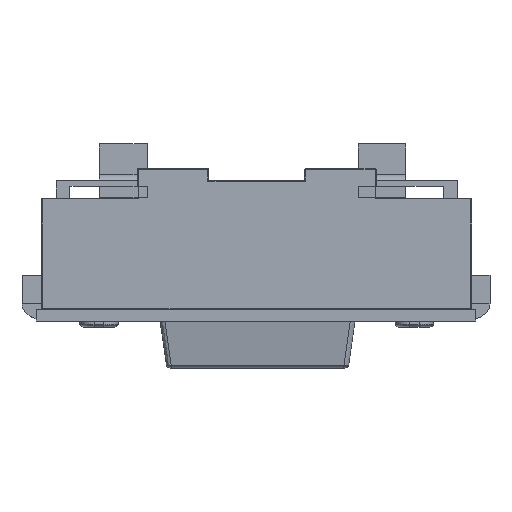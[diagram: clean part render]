
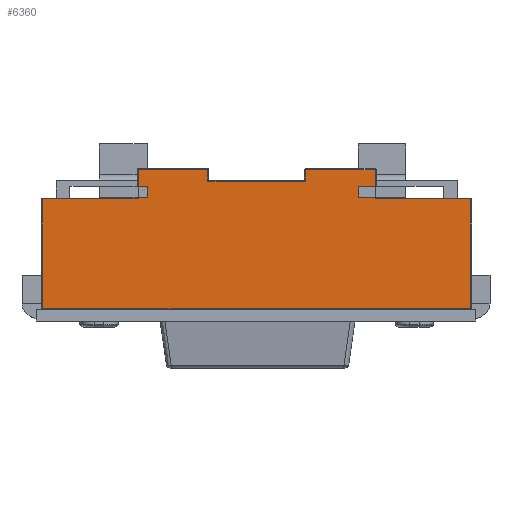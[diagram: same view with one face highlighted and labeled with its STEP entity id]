
A CAD part, top view. The second image highlights one B-rep face of the part: STEP entity #6360.
In plain terms, the highlighted planar face has unit normal (0, 0, 1).
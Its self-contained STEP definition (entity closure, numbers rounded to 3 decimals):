
#197=PLANE('',#6832);
#548=LINE('',#9805,#1182);
#549=LINE('',#9807,#1183);
#550=LINE('',#9809,#1184);
#551=LINE('',#9811,#1185);
#552=LINE('',#9813,#1186);
#553=LINE('',#9815,#1187);
#554=LINE('',#9817,#1188);
#555=LINE('',#9819,#1189);
#556=LINE('',#9821,#1190);
#557=LINE('',#9823,#1191);
#558=LINE('',#9825,#1192);
#559=LINE('',#9826,#1193);
#1182=VECTOR('',#7474,950.);
#1183=VECTOR('',#7475,1551.);
#1184=VECTOR('',#7476,950.);
#1185=VECTOR('',#7477,1551.);
#1186=VECTOR('',#7478,950.);
#1187=VECTOR('',#7479,1551.);
#1188=VECTOR('',#7480,950.);
#1189=VECTOR('',#7481,1551.);
#1190=VECTOR('',#7482,950.);
#1191=VECTOR('',#7483,1551.);
#1192=VECTOR('',#7484,950.);
#1193=VECTOR('',#7485,1551.);
#1667=FACE_OUTER_BOUND('',#2085,.T.);
#2085=EDGE_LOOP('',(#4502,#4503,#4504,#4505,#4506,#4507,#4508,#4509,#4510,
#4511,#4512,#4513));
#2932=VERTEX_POINT('',#9803);
#2933=VERTEX_POINT('',#9804);
#2934=VERTEX_POINT('',#9806);
#2935=VERTEX_POINT('',#9808);
#2936=VERTEX_POINT('',#9810);
#2937=VERTEX_POINT('',#9812);
#2938=VERTEX_POINT('',#9814);
#2939=VERTEX_POINT('',#9816);
#2940=VERTEX_POINT('',#9818);
#2941=VERTEX_POINT('',#9820);
#2942=VERTEX_POINT('',#9822);
#2943=VERTEX_POINT('',#9824);
#3523=EDGE_CURVE('',#2932,#2933,#548,.T.);
#3524=EDGE_CURVE('',#2933,#2934,#549,.T.);
#3525=EDGE_CURVE('',#2934,#2935,#550,.T.);
#3526=EDGE_CURVE('',#2935,#2936,#551,.T.);
#3527=EDGE_CURVE('',#2936,#2937,#552,.T.);
#3528=EDGE_CURVE('',#2937,#2938,#553,.T.);
#3529=EDGE_CURVE('',#2938,#2939,#554,.T.);
#3530=EDGE_CURVE('',#2939,#2940,#555,.T.);
#3531=EDGE_CURVE('',#2940,#2941,#556,.T.);
#3532=EDGE_CURVE('',#2941,#2942,#557,.T.);
#3533=EDGE_CURVE('',#2942,#2943,#558,.T.);
#3534=EDGE_CURVE('',#2943,#2932,#559,.T.);
#4502=ORIENTED_EDGE('',*,*,#3523,.T.);
#4503=ORIENTED_EDGE('',*,*,#3524,.T.);
#4504=ORIENTED_EDGE('',*,*,#3525,.T.);
#4505=ORIENTED_EDGE('',*,*,#3526,.T.);
#4506=ORIENTED_EDGE('',*,*,#3527,.T.);
#4507=ORIENTED_EDGE('',*,*,#3528,.T.);
#4508=ORIENTED_EDGE('',*,*,#3529,.T.);
#4509=ORIENTED_EDGE('',*,*,#3530,.T.);
#4510=ORIENTED_EDGE('',*,*,#3531,.T.);
#4511=ORIENTED_EDGE('',*,*,#3532,.T.);
#4512=ORIENTED_EDGE('',*,*,#3533,.T.);
#4513=ORIENTED_EDGE('',*,*,#3534,.T.);
#6360=ADVANCED_FACE('',(#1667),#197,.T.);
#6832=AXIS2_PLACEMENT_3D('',#9802,#7472,#7473);
#7472=DIRECTION('center_axis',(0.,0.,1.));
#7473=DIRECTION('ref_axis',(1.,0.,0.));
#7474=DIRECTION('',(0.,1.,0.));
#7475=DIRECTION('',(-1.,0.,0.));
#7476=DIRECTION('',(0.,-1.,0.));
#7477=DIRECTION('',(-1.,0.,0.));
#7478=DIRECTION('',(0.,-1.,0.));
#7479=DIRECTION('',(1.,0.,0.));
#7480=DIRECTION('',(0.,1.,0.));
#7481=DIRECTION('',(-1.,0.,0.));
#7482=DIRECTION('',(0.,1.,0.));
#7483=DIRECTION('',(-1.,0.,0.));
#7484=DIRECTION('',(0.,-1.,0.));
#7485=DIRECTION('',(-1.,0.,0.));
#9802=CARTESIAN_POINT('Origin',(0.799,-0.01,
-0.91));
#9803=CARTESIAN_POINT('',(0.008,0.931,-0.91));
#9804=CARTESIAN_POINT('',(0.008,1.121,-0.91));
#9805=CARTESIAN_POINT('',(0.008,1.13,-0.91));
#9806=CARTESIAN_POINT('',(-1.124,1.121,-0.91));
#9807=CARTESIAN_POINT('',(0.799,1.121,-0.91));
#9808=CARTESIAN_POINT('',(-1.124,0.646,-0.91));
#9809=CARTESIAN_POINT('',(-1.124,0.655,-0.91));
#9810=CARTESIAN_POINT('',(-2.675,0.646,-0.91));
#9811=CARTESIAN_POINT('',(0.799,0.646,-0.91));
#9812=CARTESIAN_POINT('',(-2.675,-1.141,-0.91));
#9813=CARTESIAN_POINT('',(-2.675,-1.15,-0.91));
#9814=CARTESIAN_POINT('',(4.273,-1.141,-0.91));
#9815=CARTESIAN_POINT('',(4.289,-1.141,-0.91));
#9816=CARTESIAN_POINT('',(4.273,0.646,-0.91));
#9817=CARTESIAN_POINT('',(4.273,-0.01,-0.91));
#9818=CARTESIAN_POINT('',(2.722,0.646,-0.91));
#9819=CARTESIAN_POINT('',(2.738,0.646,-0.91));
#9820=CARTESIAN_POINT('',(2.722,1.121,-0.91));
#9821=CARTESIAN_POINT('',(2.722,1.13,-0.91));
#9822=CARTESIAN_POINT('',(1.59,1.121,-0.91));
#9823=CARTESIAN_POINT('',(0.799,1.121,-0.91));
#9824=CARTESIAN_POINT('',(1.59,0.931,-0.91));
#9825=CARTESIAN_POINT('',(1.59,0.94,-0.91));
#9826=CARTESIAN_POINT('',(0.799,0.931,-0.91));
